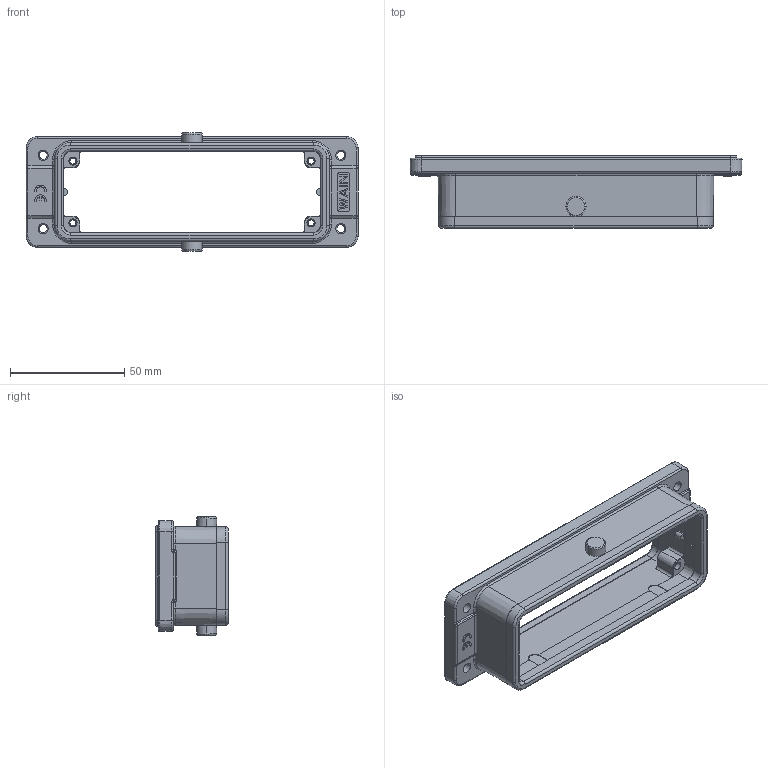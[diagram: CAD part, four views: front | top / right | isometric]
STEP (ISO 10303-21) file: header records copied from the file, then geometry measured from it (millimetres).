
FILE_DESCRIPTION(/* description */ (''),/* implementation_level */ '2;1');
FILE_NAME(/* name */ '3D_1121243501001_W24B-MBK-2B_C_V1.1.stp',/* time_stamp */ '2023-12-01T18:05:22+08:00',/* author */ (''),/* organization */ (''),/* preprocessor_version */ 'ST-DEVELOPER v18.1',/* originating_system */ 'SIEMENS PLM Software NX 1980',/* authorisation */ '');
FILE_SCHEMA (('AP203_CONFIGURATION_CONTROLLED_3D_DESIGN_OF_MECHANICAL_PARTS_AND_ASSEMBLIES_MIM_LF { 1 0 10303 403 2 1 2}'));
Length unit declared in the file: millimetre
Products named in the file (2): CE标识; 3D_1121243501001_W24B-MBK-2B_C_V1.0_stp
Assembly tree (1 placements, depth 2):
  3D_1121243501001_W24B-MBK-2B_C_V1.0_stp
    CE标识
Bounding box: 144.99 x 31.65 x 51.75 mm (x, y, z)
Volume: 48838.2 mm3; surface area: 32946.3 mm2
Topology: 3 solids, 10 shells, 800 faces, 2226 edges, 1391 vertices
Faces by surface type: plane 292, cylinder 278, torus 100, cone 86, sphere 42, bspline 2
Entity records: 26362 total; most frequent: CARTESIAN_POINT 5976, ORIENTED_EDGE 4368, DIRECTION 4182, EDGE_CURVE 2184, AXIS2_PLACEMENT_3D 1590, VERTEX_POINT 1391, LINE 1002, VECTOR 1002
